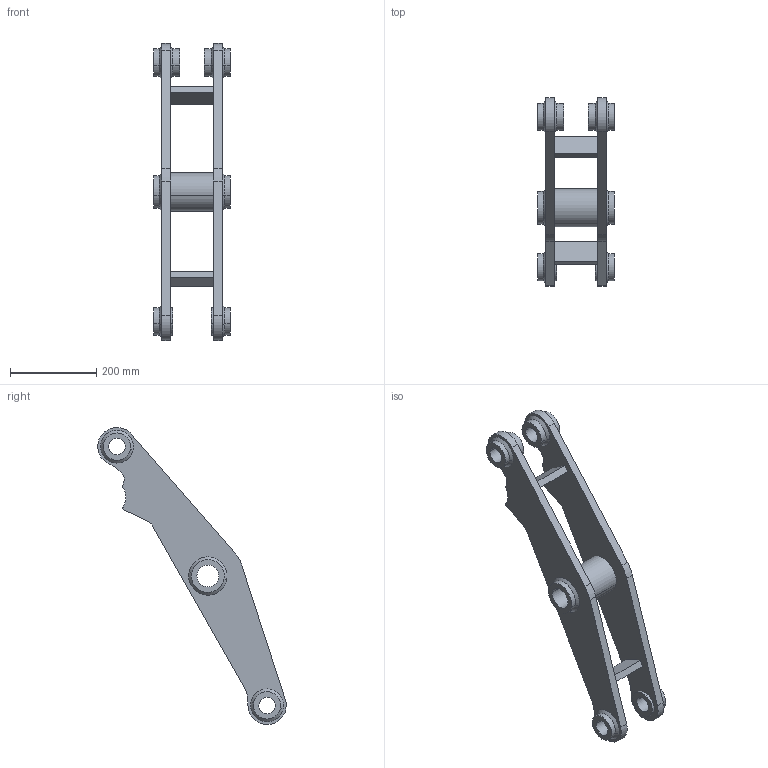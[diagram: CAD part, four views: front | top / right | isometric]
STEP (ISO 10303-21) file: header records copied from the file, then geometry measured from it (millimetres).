
FILE_DESCRIPTION (( 'STEP AP203' ), '1' );
FILE_NAME ('UpperPivotArm_Primary.STEP', '2023-07-27T05:56:53', ( '' ), ( '' ), 'SwSTEP 2.0', 'SolidWorks 2021', '' );
FILE_SCHEMA (( 'CONFIG_CONTROL_DESIGN' ));
Length unit declared in the file: centimetre
Products named in the file (3): UpperPivotArm_Primary; Part 2-2; Lift Arm _1_
Assembly tree (2 placements, depth 3):
  UpperPivotArm_Primary
    Lift Arm _1_
      Part 2-2
Bounding box: 177.8 x 437.39 x 689.47 mm (x, y, z)
Volume: 3931968.2 mm3; surface area: 501443.1 mm2
Topology: 1 solids, 1 shells, 106 faces, 260 edges, 168 vertices
Faces by surface type: cylinder 58, plane 32, cone 16
Entity records: 3505 total; most frequent: DIRECTION 616, CARTESIAN_POINT 540, ORIENTED_EDGE 520, EDGE_CURVE 260, AXIS2_PLACEMENT_3D 244, VERTEX_POINT 168, CIRCLE 132, EDGE_LOOP 132
